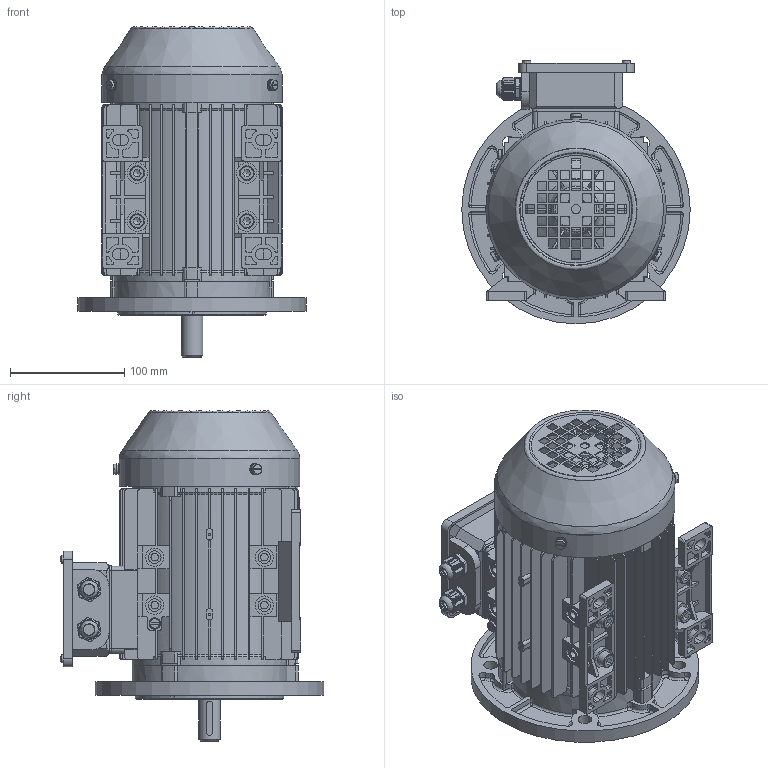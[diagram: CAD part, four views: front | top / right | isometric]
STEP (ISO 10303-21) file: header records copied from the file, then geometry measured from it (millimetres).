
FILE_DESCRIPTION((' '),'2;1');
FILE_NAME( 'JL3-80-B35.stp', '2018-10-10T08:34:10', (' '), ('--- Datakit www.datakit.com---'), ' Datakit CrossCadWare V2018.4 Sep 24 2018', 'DATAKIT 2018 (c)', ' ');
FILE_SCHEMA(('AP242_MANAGED_MODEL_BASED_3D_ENGINEERING_MIM_LF { 1 0 10303 442 1 1 4 }'));
Length unit declared in the file: millimetre
Products named in the file (1): JL3-80-B35
Bounding box: 200 x 230.72 x 288.99 mm (x, y, z)
Volume: 1306858.6 mm3; surface area: 720114.7 mm2
Topology: 45 solids, 45 shells, 2574 faces, 6732 edges, 4361 vertices
Faces by surface type: plane 1268, cylinder 778, revolution 211, cone 176, bspline 119, torus 18, sphere 4
Full cylindrical faces by diameter (mm): 2 x4, 4 x18, 4.48 x4, 5 x4, 5.3 x4, 5.35 x3, 5.8 x4, 6 x7, 6.6 x12, 7 x12, 8 x5, 9 x4, 9.602 x2, 10 x7, 11 x12, 11.463 x2, 12 x14, 13 x4, 15 x4, 16 x14, 18.4 x1, 18.6 x1, 19 x1, 19.2 x2, 19.4 x2, 20 x6, 26 x1, 35 x4, 40 x3, 42 x1
Entity records: 304645 total; most frequent: CARTESIAN_POINT 240482, ORIENTED_EDGE 12584, DIRECTION 12336, EDGE_CURVE 6292, AXIS2_PLACEMENT_3D 4407, VERTEX_POINT 4256, VECTOR 3311, LINE 3311
